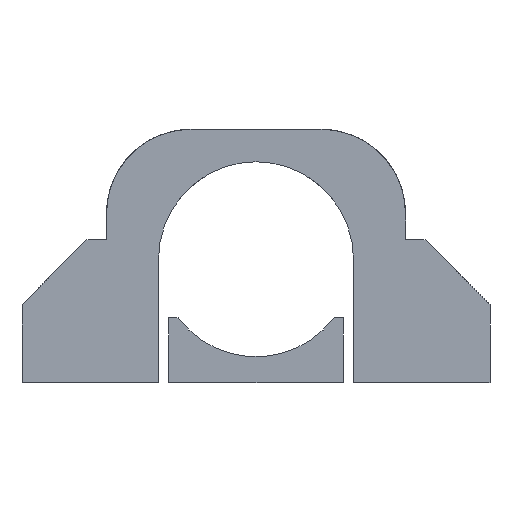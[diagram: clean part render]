
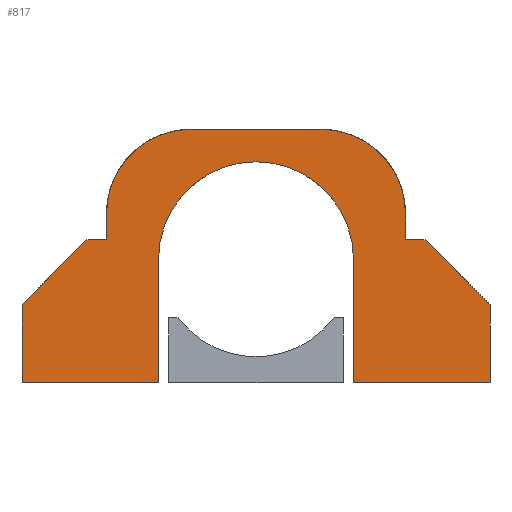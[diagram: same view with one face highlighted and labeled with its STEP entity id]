
A CAD part, front view. The second image highlights one B-rep face of the part: STEP entity #817.
In plain terms, the highlighted face is planar.
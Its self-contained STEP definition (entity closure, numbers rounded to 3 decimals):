
#3 = CARTESIAN_POINT ( 'NONE',  ( -85.916, -16., -0.5 ) ) ;
#22 = DIRECTION ( 'NONE',  ( -0.707, 0.707, 0. ) ) ;
#32 = VERTEX_POINT ( 'NONE', #1861 ) ;
#80 = CARTESIAN_POINT ( 'NONE',  ( -66.916, -3., -0.5 ) ) ;
#87 = LINE ( 'NONE', #1763, #1271 ) ;
#215 = ORIENTED_EDGE ( 'NONE', *, *, #2191, .F. ) ;
#220 = DIRECTION ( 'NONE',  ( 0., 1., 0. ) ) ;
#229 = ORIENTED_EDGE ( 'NONE', *, *, #1597, .F. ) ;
#246 = VECTOR ( 'NONE', #1525, 1000. ) ;
#271 = CARTESIAN_POINT ( 'NONE',  ( -96.416, -16., -0.5 ) ) ;
#294 = CARTESIAN_POINT ( 'NONE',  ( -96.416, -10., -0.5 ) ) ;
#295 = CARTESIAN_POINT ( 'NONE',  ( -89.916, -7., -0.5 ) ) ;
#305 = EDGE_CURVE ( 'NONE', #987, #32, #2400, .T. ) ;
#315 = CARTESIAN_POINT ( 'NONE',  ( -65.416, -5., -0.5 ) ) ;
#359 = VECTOR ( 'NONE', #1810, 1000. ) ;
#366 = CARTESIAN_POINT ( 'NONE',  ( -66.916, -5., -0.5 ) ) ;
#395 = CARTESIAN_POINT ( 'NONE',  ( -85.916, -6.5, -0.5 ) ) ;
#409 = VECTOR ( 'NONE', #1692, 1000. ) ;
#434 = LINE ( 'NONE', #3, #359 ) ;
#440 = DIRECTION ( 'NONE',  ( 0., 0., 1. ) ) ;
#504 = EDGE_CURVE ( 'NONE', #2386, #2906, #2684, .T. ) ;
#520 = CARTESIAN_POINT ( 'NONE',  ( -73.416, -3., -0.5 ) ) ;
#530 = LINE ( 'NONE', #1586, #1595 ) ;
#551 = VECTOR ( 'NONE', #1978, 1000. ) ;
#560 = DIRECTION ( 'NONE',  ( 1., 0., 0. ) ) ;
#596 = EDGE_CURVE ( 'NONE', #2906, #1129, #2005, .T. ) ;
#600 = EDGE_CURVE ( 'NONE', #1742, #736, #768, .T. ) ;
#613 = VECTOR ( 'NONE', #22, 1000. ) ;
#635 = EDGE_LOOP ( 'NONE', ( #2092, #784, #1776, #229, #1956, #956, #1976, #1185, #1802, #980, #215, #1056, #799, #2503, #2691, #2901 ) ) ;
#662 = DIRECTION ( 'NONE',  ( -0.707, -0.707, 0. ) ) ;
#692 = LINE ( 'NONE', #2140, #2318 ) ;
#704 = DIRECTION ( 'NONE',  ( 0., 0., 1. ) ) ;
#736 = VERTEX_POINT ( 'NONE', #2285 ) ;
#751 = CARTESIAN_POINT ( 'NONE',  ( -89.916, -5., -0.5 ) ) ;
#768 = LINE ( 'NONE', #1503, #2032 ) ;
#784 = ORIENTED_EDGE ( 'NONE', *, *, #2930, .T. ) ;
#799 = ORIENTED_EDGE ( 'NONE', *, *, #2576, .T. ) ;
#817 = ADVANCED_FACE ( 'NONE', ( #1020 ), #1900, .F. ) ;
#851 = CARTESIAN_POINT ( 'NONE',  ( -85.916, -16., -0.5 ) ) ;
#912 = EDGE_CURVE ( 'NONE', #1202, #2094, #2324, .T. ) ;
#928 = EDGE_CURVE ( 'NONE', #736, #2505, #692, .T. ) ;
#932 = VECTOR ( 'NONE', #2894, 1000. ) ;
#956 = ORIENTED_EDGE ( 'NONE', *, *, #504, .F. ) ;
#960 = CARTESIAN_POINT ( 'NONE',  ( -70.916, -16., -0.5 ) ) ;
#972 = LINE ( 'NONE', #2091, #2280 ) ;
#980 = ORIENTED_EDGE ( 'NONE', *, *, #1300, .T. ) ;
#982 = CARTESIAN_POINT ( 'NONE',  ( -85.916, -6.5, -0.5 ) ) ;
#987 = VERTEX_POINT ( 'NONE', #1263 ) ;
#1020 = FACE_OUTER_BOUND ( 'NONE', #635, .T. ) ;
#1044 = EDGE_CURVE ( 'NONE', #1083, #2066, #2747, .T. ) ;
#1056 = ORIENTED_EDGE ( 'NONE', *, *, #1044, .T. ) ;
#1058 = CARTESIAN_POINT ( 'NONE',  ( -60.416, -5., -0.5 ) ) ;
#1083 = VERTEX_POINT ( 'NONE', #366 ) ;
#1129 = VERTEX_POINT ( 'NONE', #851 ) ;
#1130 = DIRECTION ( 'NONE',  ( -1., 0., 0. ) ) ;
#1156 = CIRCLE ( 'NONE', #1474, 6.5 ) ;
#1181 = DIRECTION ( 'NONE',  ( 0., -1., 0. ) ) ;
#1185 = ORIENTED_EDGE ( 'NONE', *, *, #928, .F. ) ;
#1202 = VERTEX_POINT ( 'NONE', #2425 ) ;
#1208 = VERTEX_POINT ( 'NONE', #2175 ) ;
#1263 = CARTESIAN_POINT ( 'NONE',  ( -73.416, 3.5, -0.5 ) ) ;
#1268 = CARTESIAN_POINT ( 'NONE',  ( -83.416, 3.5, -0.5 ) ) ;
#1271 = VECTOR ( 'NONE', #560, 1000. ) ;
#1289 = VERTEX_POINT ( 'NONE', #294 ) ;
#1300 = EDGE_CURVE ( 'NONE', #1742, #1637, #2461, .T. ) ;
#1323 = EDGE_CURVE ( 'NONE', #1534, #2094, #87, .T. ) ;
#1386 = VECTOR ( 'NONE', #2799, 1000. ) ;
#1431 = DIRECTION ( 'NONE',  ( -1., 0., 0. ) ) ;
#1465 = AXIS2_PLACEMENT_3D ( 'NONE', #2796, #2574, #1431 ) ;
#1474 = AXIS2_PLACEMENT_3D ( 'NONE', #2427, #2200, #1130 ) ;
#1503 = CARTESIAN_POINT ( 'NONE',  ( -60.416, -16., -0.5 ) ) ;
#1525 = DIRECTION ( 'NONE',  ( 0., 1., 0. ) ) ;
#1534 = VERTEX_POINT ( 'NONE', #2541 ) ;
#1537 = CARTESIAN_POINT ( 'NONE',  ( -66.916, -3., -0.5 ) ) ;
#1547 = EDGE_CURVE ( 'NONE', #1208, #1289, #1603, .T. ) ;
#1586 = CARTESIAN_POINT ( 'NONE',  ( -96.416, -10., -0.5 ) ) ;
#1595 = VECTOR ( 'NONE', #662, 1000. ) ;
#1597 = EDGE_CURVE ( 'NONE', #1129, #1208, #434, .T. ) ;
#1603 = LINE ( 'NONE', #271, #1386 ) ;
#1625 = DIRECTION ( 'NONE',  ( -1., 0., 0. ) ) ;
#1637 = VERTEX_POINT ( 'NONE', #1701 ) ;
#1646 = EDGE_CURVE ( 'NONE', #2505, #2386, #972, .T. ) ;
#1681 = DIRECTION ( 'NONE',  ( -1., 0., 0. ) ) ;
#1692 = DIRECTION ( 'NONE',  ( 0., -1., 0. ) ) ;
#1701 = CARTESIAN_POINT ( 'NONE',  ( -65.416, -5., -0.5 ) ) ;
#1715 = LINE ( 'NONE', #1058, #932 ) ;
#1742 = VERTEX_POINT ( 'NONE', #2111 ) ;
#1763 = CARTESIAN_POINT ( 'NONE',  ( -96.416, -5., -0.5 ) ) ;
#1776 = ORIENTED_EDGE ( 'NONE', *, *, #1547, .F. ) ;
#1802 = ORIENTED_EDGE ( 'NONE', *, *, #600, .F. ) ;
#1810 = DIRECTION ( 'NONE',  ( -1., 0., 0. ) ) ;
#1861 = CARTESIAN_POINT ( 'NONE',  ( -83.416, 3.5, -0.5 ) ) ;
#1900 = PLANE ( 'NONE',  #1465 ) ;
#1951 = DIRECTION ( 'NONE',  ( -1., 0., 0. ) ) ;
#1956 = ORIENTED_EDGE ( 'NONE', *, *, #596, .F. ) ;
#1976 = ORIENTED_EDGE ( 'NONE', *, *, #1646, .F. ) ;
#1978 = DIRECTION ( 'NONE',  ( -1., 0., 0. ) ) ;
#1987 = CIRCLE ( 'NONE', #2864, 6.5 ) ;
#2005 = LINE ( 'NONE', #982, #2215 ) ;
#2032 = VECTOR ( 'NONE', #2870, 1000. ) ;
#2066 = VERTEX_POINT ( 'NONE', #80 ) ;
#2091 = CARTESIAN_POINT ( 'NONE',  ( -70.916, -6.5, -0.5 ) ) ;
#2092 = ORIENTED_EDGE ( 'NONE', *, *, #1323, .F. ) ;
#2094 = VERTEX_POINT ( 'NONE', #751 ) ;
#2111 = CARTESIAN_POINT ( 'NONE',  ( -60.416, -10., -0.5 ) ) ;
#2140 = CARTESIAN_POINT ( 'NONE',  ( -70.916, -16., -0.5 ) ) ;
#2175 = CARTESIAN_POINT ( 'NONE',  ( -96.416, -16., -0.5 ) ) ;
#2191 = EDGE_CURVE ( 'NONE', #1083, #1637, #1715, .T. ) ;
#2200 = DIRECTION ( 'NONE',  ( 0., 0., 1. ) ) ;
#2215 = VECTOR ( 'NONE', #1181, 1000. ) ;
#2280 = VECTOR ( 'NONE', #220, 1000. ) ;
#2285 = CARTESIAN_POINT ( 'NONE',  ( -60.416, -16., -0.5 ) ) ;
#2289 = EDGE_CURVE ( 'NONE', #32, #1202, #1156, .T. ) ;
#2290 = CARTESIAN_POINT ( 'NONE',  ( -70.916, -6.5, -0.5 ) ) ;
#2318 = VECTOR ( 'NONE', #1681, 1000. ) ;
#2324 = LINE ( 'NONE', #295, #409 ) ;
#2386 = VERTEX_POINT ( 'NONE', #2290 ) ;
#2400 = LINE ( 'NONE', #1268, #551 ) ;
#2425 = CARTESIAN_POINT ( 'NONE',  ( -89.916, -3., -0.5 ) ) ;
#2427 = CARTESIAN_POINT ( 'NONE',  ( -83.416, -3., -0.5 ) ) ;
#2430 = AXIS2_PLACEMENT_3D ( 'NONE', #2740, #440, #1625 ) ;
#2461 = LINE ( 'NONE', #315, #613 ) ;
#2503 = ORIENTED_EDGE ( 'NONE', *, *, #305, .T. ) ;
#2505 = VERTEX_POINT ( 'NONE', #960 ) ;
#2541 = CARTESIAN_POINT ( 'NONE',  ( -91.416, -5., -0.5 ) ) ;
#2574 = DIRECTION ( 'NONE',  ( 0., 0., -1. ) ) ;
#2576 = EDGE_CURVE ( 'NONE', #2066, #987, #1987, .T. ) ;
#2684 = CIRCLE ( 'NONE', #2430, 7.5 ) ;
#2691 = ORIENTED_EDGE ( 'NONE', *, *, #2289, .T. ) ;
#2740 = CARTESIAN_POINT ( 'NONE',  ( -78.416, -6.5, -0.5 ) ) ;
#2747 = LINE ( 'NONE', #1537, #246 ) ;
#2796 = CARTESIAN_POINT ( 'NONE',  ( -100.416, -27.5, -0.5 ) ) ;
#2799 = DIRECTION ( 'NONE',  ( 0., 1., 0. ) ) ;
#2864 = AXIS2_PLACEMENT_3D ( 'NONE', #520, #704, #1951 ) ;
#2870 = DIRECTION ( 'NONE',  ( 0., -1., 0. ) ) ;
#2894 = DIRECTION ( 'NONE',  ( 1., 0., 0. ) ) ;
#2901 = ORIENTED_EDGE ( 'NONE', *, *, #912, .T. ) ;
#2906 = VERTEX_POINT ( 'NONE', #395 ) ;
#2930 = EDGE_CURVE ( 'NONE', #1534, #1289, #530, .T. ) ;
